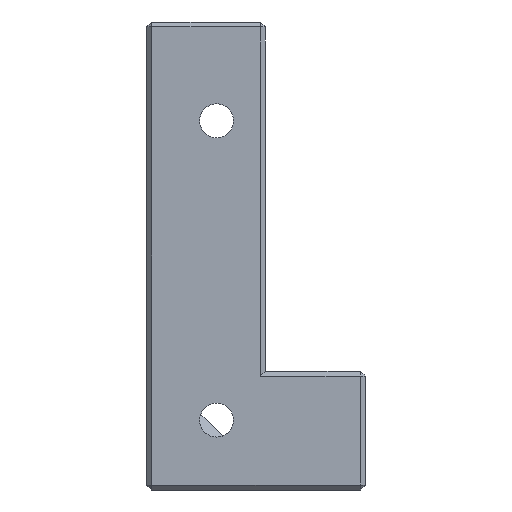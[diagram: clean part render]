
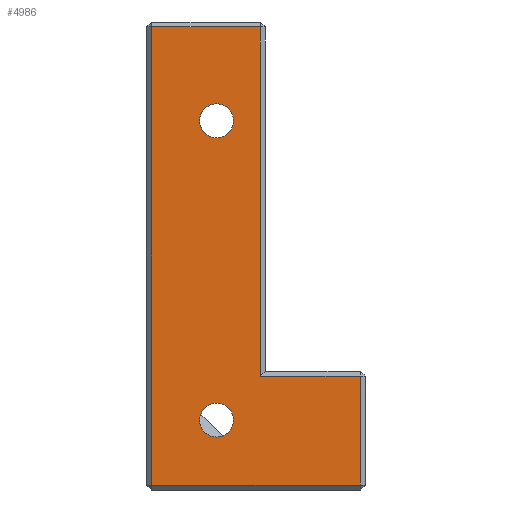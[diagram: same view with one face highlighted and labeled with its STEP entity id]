
A CAD part, front view. The second image highlights one B-rep face of the part: STEP entity #4986.
In plain terms, the highlighted planar face has unit normal (0, -1, 0).
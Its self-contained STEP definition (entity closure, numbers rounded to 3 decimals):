
#72 = PLANE('',#73);
#73 = AXIS2_PLACEMENT_3D('',#74,#75,#76);
#74 = CARTESIAN_POINT('',(24.65,3.25,3.));
#75 = DIRECTION('',(0.707,-0.707,0.));
#76 = DIRECTION('',(0.,0.,1.));
#312 = VERTEX_POINT('',#313);
#313 = CARTESIAN_POINT('',(24.4,3.,3.5));
#336 = VERTEX_POINT('',#337);
#337 = CARTESIAN_POINT('',(24.4,3.,14.4));
#363 = EDGE_CURVE('',#312,#336,#364,.T.);
#364 = SURFACE_CURVE('',#365,(#369,#376),.PCURVE_S1.);
#365 = LINE('',#366,#367);
#366 = CARTESIAN_POINT('',(24.4,3.,3.));
#367 = VECTOR('',#368,1.);
#368 = DIRECTION('',(0.,0.,1.));
#369 = PCURVE('',#72,#370);
#370 = DEFINITIONAL_REPRESENTATION('',(#371),#375);
#371 = LINE('',#372,#373);
#372 = CARTESIAN_POINT('',(0.,0.354));
#373 = VECTOR('',#374,1.);
#374 = DIRECTION('',(1.,0.));
#375 = ( GEOMETRIC_REPRESENTATION_CONTEXT(2) 
PARAMETRIC_REPRESENTATION_CONTEXT() REPRESENTATION_CONTEXT('2D SPACE',''
  ) );
#376 = PCURVE('',#377,#382);
#377 = PLANE('',#378);
#378 = AXIS2_PLACEMENT_3D('',#379,#380,#381);
#379 = CARTESIAN_POINT('',(3.,3.,3.));
#380 = DIRECTION('',(0.,1.,0.));
#381 = DIRECTION('',(1.,0.,0.));
#382 = DEFINITIONAL_REPRESENTATION('',(#383),#387);
#383 = LINE('',#384,#385);
#384 = CARTESIAN_POINT('',(21.4,0.));
#385 = VECTOR('',#386,1.);
#386 = DIRECTION('',(0.,-1.));
#387 = ( GEOMETRIC_REPRESENTATION_CONTEXT(2) 
PARAMETRIC_REPRESENTATION_CONTEXT() REPRESENTATION_CONTEXT('2D SPACE',''
  ) );
#754 = PLANE('',#755);
#755 = AXIS2_PLACEMENT_3D('',#756,#757,#758);
#756 = CARTESIAN_POINT('',(3.,3.25,3.25));
#757 = DIRECTION('',(0.,-0.707,-0.707));
#758 = DIRECTION('',(1.,0.,0.));
#4986 = ADVANCED_FACE('',(#4987,#5123,#5154),#377,.F.);
#4987 = FACE_BOUND('',#4988,.F.);
#4988 = EDGE_LOOP('',(#4989,#5019,#5045,#5046,#5069,#5097));
#4989 = ORIENTED_EDGE('',*,*,#4990,.T.);
#4990 = EDGE_CURVE('',#4991,#4993,#4995,.T.);
#4991 = VERTEX_POINT('',#4992);
#4992 = CARTESIAN_POINT('',(14.4,3.,49.4));
#4993 = VERTEX_POINT('',#4994);
#4994 = CARTESIAN_POINT('',(14.4,3.,14.4));
#4995 = SURFACE_CURVE('',#4996,(#5000,#5007),.PCURVE_S1.);
#4996 = LINE('',#4997,#4998);
#4997 = CARTESIAN_POINT('',(14.4,3.,49.9));
#4998 = VECTOR('',#4999,1.);
#4999 = DIRECTION('',(0.,0.,-1.));
#5000 = PCURVE('',#377,#5001);
#5001 = DEFINITIONAL_REPRESENTATION('',(#5002),#5006);
#5002 = LINE('',#5003,#5004);
#5003 = CARTESIAN_POINT('',(11.4,-46.9));
#5004 = VECTOR('',#5005,1.);
#5005 = DIRECTION('',(0.,1.));
#5006 = ( GEOMETRIC_REPRESENTATION_CONTEXT(2) 
PARAMETRIC_REPRESENTATION_CONTEXT() REPRESENTATION_CONTEXT('2D SPACE',''
  ) );
#5007 = PCURVE('',#5008,#5013);
#5008 = PLANE('',#5009);
#5009 = AXIS2_PLACEMENT_3D('',#5010,#5011,#5012);
#5010 = CARTESIAN_POINT('',(14.65,3.25,49.9));
#5011 = DIRECTION('',(-0.707,0.707,0.));
#5012 = DIRECTION('',(0.,0.,1.));
#5013 = DEFINITIONAL_REPRESENTATION('',(#5014),#5018);
#5014 = LINE('',#5015,#5016);
#5015 = CARTESIAN_POINT('',(-0.,-0.354));
#5016 = VECTOR('',#5017,1.);
#5017 = DIRECTION('',(-1.,0.));
#5018 = ( GEOMETRIC_REPRESENTATION_CONTEXT(2) 
PARAMETRIC_REPRESENTATION_CONTEXT() REPRESENTATION_CONTEXT('2D SPACE',''
  ) );
#5019 = ORIENTED_EDGE('',*,*,#5020,.T.);
#5020 = EDGE_CURVE('',#4993,#336,#5021,.T.);
#5021 = SURFACE_CURVE('',#5022,(#5026,#5033),.PCURVE_S1.);
#5022 = LINE('',#5023,#5024);
#5023 = CARTESIAN_POINT('',(14.9,3.,14.4));
#5024 = VECTOR('',#5025,1.);
#5025 = DIRECTION('',(1.,0.,0.));
#5026 = PCURVE('',#377,#5027);
#5027 = DEFINITIONAL_REPRESENTATION('',(#5028),#5032);
#5028 = LINE('',#5029,#5030);
#5029 = CARTESIAN_POINT('',(11.9,-11.4));
#5030 = VECTOR('',#5031,1.);
#5031 = DIRECTION('',(1.,0.));
#5032 = ( GEOMETRIC_REPRESENTATION_CONTEXT(2) 
PARAMETRIC_REPRESENTATION_CONTEXT() REPRESENTATION_CONTEXT('2D SPACE',''
  ) );
#5033 = PCURVE('',#5034,#5039);
#5034 = PLANE('',#5035);
#5035 = AXIS2_PLACEMENT_3D('',#5036,#5037,#5038);
#5036 = CARTESIAN_POINT('',(14.9,3.25,14.65));
#5037 = DIRECTION('',(0.,0.707,-0.707));
#5038 = DIRECTION('',(1.,0.,0.));
#5039 = DEFINITIONAL_REPRESENTATION('',(#5040),#5044);
#5040 = LINE('',#5041,#5042);
#5041 = CARTESIAN_POINT('',(0.,0.354));
#5042 = VECTOR('',#5043,1.);
#5043 = DIRECTION('',(1.,0.));
#5044 = ( GEOMETRIC_REPRESENTATION_CONTEXT(2) 
PARAMETRIC_REPRESENTATION_CONTEXT() REPRESENTATION_CONTEXT('2D SPACE',''
  ) );
#5045 = ORIENTED_EDGE('',*,*,#363,.F.);
#5046 = ORIENTED_EDGE('',*,*,#5047,.F.);
#5047 = EDGE_CURVE('',#5048,#312,#5050,.T.);
#5048 = VERTEX_POINT('',#5049);
#5049 = CARTESIAN_POINT('',(3.5,3.,3.5));
#5050 = SURFACE_CURVE('',#5051,(#5055,#5062),.PCURVE_S1.);
#5051 = LINE('',#5052,#5053);
#5052 = CARTESIAN_POINT('',(3.,3.,3.5));
#5053 = VECTOR('',#5054,1.);
#5054 = DIRECTION('',(1.,0.,0.));
#5055 = PCURVE('',#377,#5056);
#5056 = DEFINITIONAL_REPRESENTATION('',(#5057),#5061);
#5057 = LINE('',#5058,#5059);
#5058 = CARTESIAN_POINT('',(0.,-0.5));
#5059 = VECTOR('',#5060,1.);
#5060 = DIRECTION('',(1.,0.));
#5061 = ( GEOMETRIC_REPRESENTATION_CONTEXT(2) 
PARAMETRIC_REPRESENTATION_CONTEXT() REPRESENTATION_CONTEXT('2D SPACE',''
  ) );
#5062 = PCURVE('',#754,#5063);
#5063 = DEFINITIONAL_REPRESENTATION('',(#5064),#5068);
#5064 = LINE('',#5065,#5066);
#5065 = CARTESIAN_POINT('',(0.,0.354));
#5066 = VECTOR('',#5067,1.);
#5067 = DIRECTION('',(1.,0.));
#5068 = ( GEOMETRIC_REPRESENTATION_CONTEXT(2) 
PARAMETRIC_REPRESENTATION_CONTEXT() REPRESENTATION_CONTEXT('2D SPACE',''
  ) );
#5069 = ORIENTED_EDGE('',*,*,#5070,.T.);
#5070 = EDGE_CURVE('',#5048,#5071,#5073,.T.);
#5071 = VERTEX_POINT('',#5072);
#5072 = CARTESIAN_POINT('',(3.5,3.,49.4));
#5073 = SURFACE_CURVE('',#5074,(#5078,#5085),.PCURVE_S1.);
#5074 = LINE('',#5075,#5076);
#5075 = CARTESIAN_POINT('',(3.5,3.,3.));
#5076 = VECTOR('',#5077,1.);
#5077 = DIRECTION('',(0.,0.,1.));
#5078 = PCURVE('',#377,#5079);
#5079 = DEFINITIONAL_REPRESENTATION('',(#5080),#5084);
#5080 = LINE('',#5081,#5082);
#5081 = CARTESIAN_POINT('',(0.5,0.));
#5082 = VECTOR('',#5083,1.);
#5083 = DIRECTION('',(0.,-1.));
#5084 = ( GEOMETRIC_REPRESENTATION_CONTEXT(2) 
PARAMETRIC_REPRESENTATION_CONTEXT() REPRESENTATION_CONTEXT('2D SPACE',''
  ) );
#5085 = PCURVE('',#5086,#5091);
#5086 = PLANE('',#5087);
#5087 = AXIS2_PLACEMENT_3D('',#5088,#5089,#5090);
#5088 = CARTESIAN_POINT('',(3.25,3.25,3.));
#5089 = DIRECTION('',(-0.707,-0.707,0.));
#5090 = DIRECTION('',(0.,0.,1.));
#5091 = DEFINITIONAL_REPRESENTATION('',(#5092),#5096);
#5092 = LINE('',#5093,#5094);
#5093 = CARTESIAN_POINT('',(0.,-0.354));
#5094 = VECTOR('',#5095,1.);
#5095 = DIRECTION('',(1.,0.));
#5096 = ( GEOMETRIC_REPRESENTATION_CONTEXT(2) 
PARAMETRIC_REPRESENTATION_CONTEXT() REPRESENTATION_CONTEXT('2D SPACE',''
  ) );
#5097 = ORIENTED_EDGE('',*,*,#5098,.T.);
#5098 = EDGE_CURVE('',#5071,#4991,#5099,.T.);
#5099 = SURFACE_CURVE('',#5100,(#5104,#5111),.PCURVE_S1.);
#5100 = LINE('',#5101,#5102);
#5101 = CARTESIAN_POINT('',(3.,3.,49.4));
#5102 = VECTOR('',#5103,1.);
#5103 = DIRECTION('',(1.,0.,0.));
#5104 = PCURVE('',#377,#5105);
#5105 = DEFINITIONAL_REPRESENTATION('',(#5106),#5110);
#5106 = LINE('',#5107,#5108);
#5107 = CARTESIAN_POINT('',(0.,-46.4));
#5108 = VECTOR('',#5109,1.);
#5109 = DIRECTION('',(1.,0.));
#5110 = ( GEOMETRIC_REPRESENTATION_CONTEXT(2) 
PARAMETRIC_REPRESENTATION_CONTEXT() REPRESENTATION_CONTEXT('2D SPACE',''
  ) );
#5111 = PCURVE('',#5112,#5117);
#5112 = PLANE('',#5113);
#5113 = AXIS2_PLACEMENT_3D('',#5114,#5115,#5116);
#5114 = CARTESIAN_POINT('',(3.,3.25,49.65));
#5115 = DIRECTION('',(0.,0.707,-0.707));
#5116 = DIRECTION('',(1.,0.,0.));
#5117 = DEFINITIONAL_REPRESENTATION('',(#5118),#5122);
#5118 = LINE('',#5119,#5120);
#5119 = CARTESIAN_POINT('',(0.,0.354));
#5120 = VECTOR('',#5121,1.);
#5121 = DIRECTION('',(1.,0.));
#5122 = ( GEOMETRIC_REPRESENTATION_CONTEXT(2) 
PARAMETRIC_REPRESENTATION_CONTEXT() REPRESENTATION_CONTEXT('2D SPACE',''
  ) );
#5123 = FACE_BOUND('',#5124,.F.);
#5124 = EDGE_LOOP('',(#5125));
#5125 = ORIENTED_EDGE('',*,*,#5126,.F.);
#5126 = EDGE_CURVE('',#5127,#5127,#5129,.T.);
#5127 = VERTEX_POINT('',#5128);
#5128 = CARTESIAN_POINT('',(8.3,3.,40.));
#5129 = SURFACE_CURVE('',#5130,(#5135,#5142),.PCURVE_S1.);
#5130 = CIRCLE('',#5131,1.7);
#5131 = AXIS2_PLACEMENT_3D('',#5132,#5133,#5134);
#5132 = CARTESIAN_POINT('',(10.,3.,40.));
#5133 = DIRECTION('',(0.,1.,0.));
#5134 = DIRECTION('',(-1.,0.,0.));
#5135 = PCURVE('',#377,#5136);
#5136 = DEFINITIONAL_REPRESENTATION('',(#5137),#5141);
#5137 = CIRCLE('',#5138,1.7);
#5138 = AXIS2_PLACEMENT_2D('',#5139,#5140);
#5139 = CARTESIAN_POINT('',(7.,-37.));
#5140 = DIRECTION('',(-1.,0.));
#5141 = ( GEOMETRIC_REPRESENTATION_CONTEXT(2) 
PARAMETRIC_REPRESENTATION_CONTEXT() REPRESENTATION_CONTEXT('2D SPACE',''
  ) );
#5142 = PCURVE('',#5143,#5148);
#5143 = CYLINDRICAL_SURFACE('',#5144,1.7);
#5144 = AXIS2_PLACEMENT_3D('',#5145,#5146,#5147);
#5145 = CARTESIAN_POINT('',(10.,0.,40.));
#5146 = DIRECTION('',(0.,1.,0.));
#5147 = DIRECTION('',(-1.,0.,0.));
#5148 = DEFINITIONAL_REPRESENTATION('',(#5149),#5153);
#5149 = LINE('',#5150,#5151);
#5150 = CARTESIAN_POINT('',(-6.283,3.));
#5151 = VECTOR('',#5152,1.);
#5152 = DIRECTION('',(1.,-0.));
#5153 = ( GEOMETRIC_REPRESENTATION_CONTEXT(2) 
PARAMETRIC_REPRESENTATION_CONTEXT() REPRESENTATION_CONTEXT('2D SPACE',''
  ) );
#5154 = FACE_BOUND('',#5155,.F.);
#5155 = EDGE_LOOP('',(#5156));
#5156 = ORIENTED_EDGE('',*,*,#5157,.F.);
#5157 = EDGE_CURVE('',#5158,#5158,#5160,.T.);
#5158 = VERTEX_POINT('',#5159);
#5159 = CARTESIAN_POINT('',(8.3,3.,10.));
#5160 = SURFACE_CURVE('',#5161,(#5166,#5173),.PCURVE_S1.);
#5161 = CIRCLE('',#5162,1.7);
#5162 = AXIS2_PLACEMENT_3D('',#5163,#5164,#5165);
#5163 = CARTESIAN_POINT('',(10.,3.,10.));
#5164 = DIRECTION('',(0.,1.,0.));
#5165 = DIRECTION('',(-1.,0.,0.));
#5166 = PCURVE('',#377,#5167);
#5167 = DEFINITIONAL_REPRESENTATION('',(#5168),#5172);
#5168 = CIRCLE('',#5169,1.7);
#5169 = AXIS2_PLACEMENT_2D('',#5170,#5171);
#5170 = CARTESIAN_POINT('',(7.,-7.));
#5171 = DIRECTION('',(-1.,0.));
#5172 = ( GEOMETRIC_REPRESENTATION_CONTEXT(2) 
PARAMETRIC_REPRESENTATION_CONTEXT() REPRESENTATION_CONTEXT('2D SPACE',''
  ) );
#5173 = PCURVE('',#5174,#5179);
#5174 = CYLINDRICAL_SURFACE('',#5175,1.7);
#5175 = AXIS2_PLACEMENT_3D('',#5176,#5177,#5178);
#5176 = CARTESIAN_POINT('',(10.,0.,10.));
#5177 = DIRECTION('',(0.,1.,0.));
#5178 = DIRECTION('',(-1.,0.,0.));
#5179 = DEFINITIONAL_REPRESENTATION('',(#5180),#5184);
#5180 = LINE('',#5181,#5182);
#5181 = CARTESIAN_POINT('',(-6.283,3.));
#5182 = VECTOR('',#5183,1.);
#5183 = DIRECTION('',(1.,-0.));
#5184 = ( GEOMETRIC_REPRESENTATION_CONTEXT(2) 
PARAMETRIC_REPRESENTATION_CONTEXT() REPRESENTATION_CONTEXT('2D SPACE',''
  ) );
